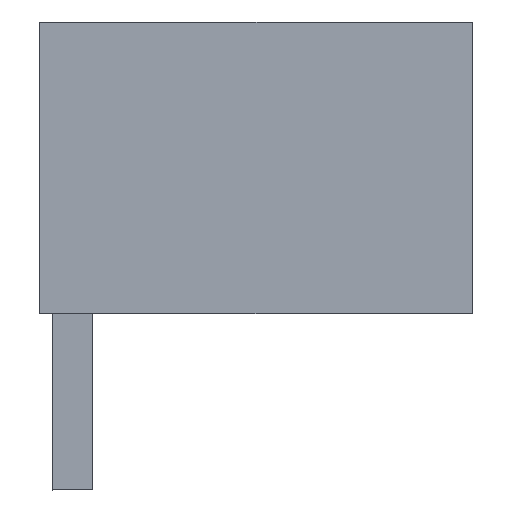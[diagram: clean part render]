
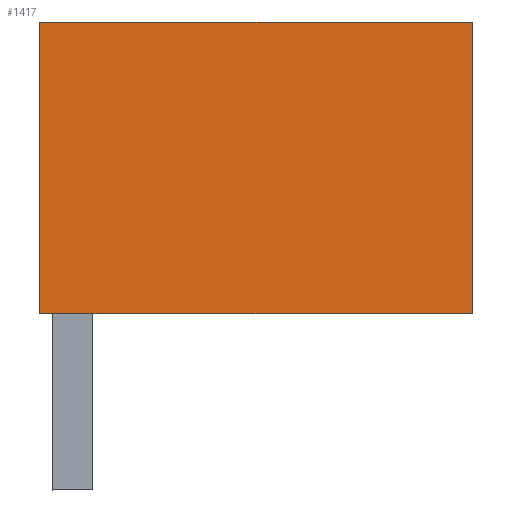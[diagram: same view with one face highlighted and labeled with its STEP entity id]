
A CAD part, left-side view. The second image highlights one B-rep face of the part: STEP entity #1417.
In plain terms, the highlighted planar face has unit normal (-1, 0, 0).
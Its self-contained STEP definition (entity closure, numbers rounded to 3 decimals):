
#1404=AXIS2_PLACEMENT_3D('Plane Axis2P3D',#1401,#1402,#1403) ;
#486=CARTESIAN_POINT('Vertex',(0.,11.05,4.5)) ;
#489=CARTESIAN_POINT('Line Origine',(0.,11.05,8.225)) ;
#493=CARTESIAN_POINT('Vertex',(0.,11.05,11.95)) ;
#700=CARTESIAN_POINT('Vertex',(0.,0.,4.5)) ;
#703=CARTESIAN_POINT('Line Origine',(0.,5.525,4.5)) ;
#1039=CARTESIAN_POINT('Line Origine',(0.,5.525,11.95)) ;
#1043=CARTESIAN_POINT('Vertex',(0.,0.,11.95)) ;
#1401=CARTESIAN_POINT('Axis2P3D Location',(0.,-2.377,1.3)) ;
#1406=CARTESIAN_POINT('Line Origine',(0.,0.,8.225)) ;
#490=DIRECTION('Vector Direction',(0.,0.,-1.)) ;
#704=DIRECTION('Vector Direction',(0.,1.,0.)) ;
#1040=DIRECTION('Vector Direction',(0.,-1.,0.)) ;
#1402=DIRECTION('Axis2P3D Direction',(1.,-0.,0.)) ;
#1403=DIRECTION('Axis2P3D XDirection',(0.,1.,0.)) ;
#1407=DIRECTION('Vector Direction',(0.,0.,1.)) ;
#491=VECTOR('Line Direction',#490,1.) ;
#705=VECTOR('Line Direction',#704,1.) ;
#1041=VECTOR('Line Direction',#1040,1.) ;
#1408=VECTOR('Line Direction',#1407,1.) ;
#1412=ORIENTED_EDGE('',*,*,#1045,.F.) ;
#1413=ORIENTED_EDGE('',*,*,#495,.T.) ;
#1414=ORIENTED_EDGE('',*,*,#707,.F.) ;
#1415=ORIENTED_EDGE('',*,*,#1410,.T.) ;
#1417=ADVANCED_FACE('HOUSING',(#1416),#1405,.F.) ;
#495=EDGE_CURVE('',#494,#487,#492,.T.) ;
#707=EDGE_CURVE('',#701,#487,#706,.T.) ;
#1045=EDGE_CURVE('',#494,#1044,#1042,.T.) ;
#1410=EDGE_CURVE('',#701,#1044,#1409,.T.) ;
#1411=EDGE_LOOP('',(#1412,#1413,#1414,#1415)) ;
#1416=FACE_OUTER_BOUND('',#1411,.T.) ;
#492=LINE('Line',#489,#491) ;
#706=LINE('Line',#703,#705) ;
#1042=LINE('Line',#1039,#1041) ;
#1409=LINE('Line',#1406,#1408) ;
#1405=PLANE('',#1404) ;
#487=VERTEX_POINT('',#486) ;
#494=VERTEX_POINT('',#493) ;
#701=VERTEX_POINT('',#700) ;
#1044=VERTEX_POINT('',#1043) ;
